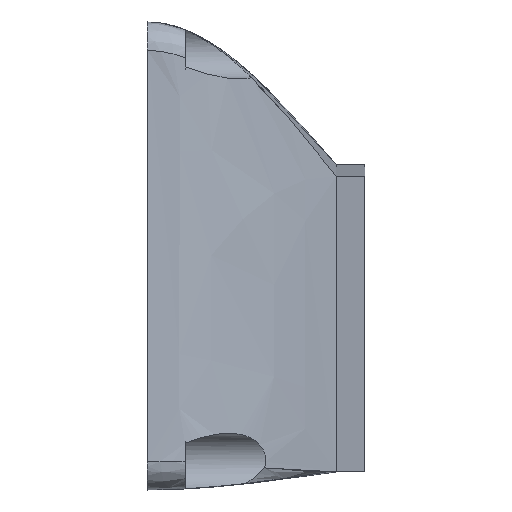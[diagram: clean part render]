
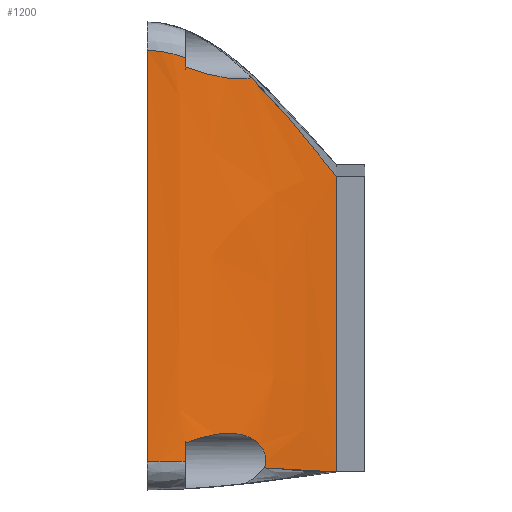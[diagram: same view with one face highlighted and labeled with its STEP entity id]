
A CAD part, left-side view. The second image highlights one B-rep face of the part: STEP entity #1200.
In plain terms, the highlighted free-form (B-spline) face has degree [3, 3] with [10, 4] control points.
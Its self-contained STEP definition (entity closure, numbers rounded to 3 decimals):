
#135=LINE('',#1899,#207);
#155=LINE('',#2006,#227);
#207=VECTOR('',#1390,1000.);
#227=VECTOR('',#1450,1000.);
#363=ORIENTED_EDGE('',*,*,#671,.F.);
#364=ORIENTED_EDGE('',*,*,#672,.T.);
#365=ORIENTED_EDGE('',*,*,#673,.F.);
#366=ORIENTED_EDGE('',*,*,#674,.T.);
#367=ORIENTED_EDGE('',*,*,#675,.F.);
#368=ORIENTED_EDGE('',*,*,#676,.F.);
#369=ORIENTED_EDGE('',*,*,#593,.F.);
#370=ORIENTED_EDGE('',*,*,#645,.F.);
#371=ORIENTED_EDGE('',*,*,#677,.T.);
#372=ORIENTED_EDGE('',*,*,#678,.F.);
#593=EDGE_CURVE('',#765,#763,#882,.T.);
#645=EDGE_CURVE('',#808,#765,#135,.T.);
#671=EDGE_CURVE('',#824,#825,#896,.T.);
#672=EDGE_CURVE('',#824,#826,#897,.T.);
#673=EDGE_CURVE('',#827,#826,#155,.T.);
#674=EDGE_CURVE('',#827,#828,#898,.T.);
#675=EDGE_CURVE('',#829,#828,#899,.T.);
#676=EDGE_CURVE('',#763,#829,#900,.T.);
#677=EDGE_CURVE('',#808,#830,#901,.T.);
#678=EDGE_CURVE('',#825,#830,#902,.T.);
#763=VERTEX_POINT('',#1585);
#765=VERTEX_POINT('',#1592);
#808=VERTEX_POINT('',#1896);
#824=VERTEX_POINT('',#1998);
#825=VERTEX_POINT('',#1999);
#826=VERTEX_POINT('',#2005);
#827=VERTEX_POINT('',#2007);
#828=VERTEX_POINT('',#2012);
#829=VERTEX_POINT('',#2017);
#830=VERTEX_POINT('',#2031);
#882=B_SPLINE_CURVE_WITH_KNOTS('',3,(#1593,#1594,#1595,#1596),
 .UNSPECIFIED.,.F.,.F.,(4,4),(0.,1.),.PIECEWISE_BEZIER_KNOTS.);
#896=B_SPLINE_CURVE_WITH_KNOTS('',3,(#1994,#1995,#1996,#1997),
 .UNSPECIFIED.,.F.,.F.,(4,4),(0.003,0.004),
 .UNSPECIFIED.);
#897=B_SPLINE_CURVE_WITH_KNOTS('',3,(#2000,#2001,#2002,#2003,#2004),
 .UNSPECIFIED.,.F.,.F.,(4,1,4),(0.,0.002,
0.004),.UNSPECIFIED.);
#898=B_SPLINE_CURVE_WITH_KNOTS('',3,(#2008,#2009,#2010,#2011),
 .UNSPECIFIED.,.F.,.F.,(4,4),(0.,0.004),
 .UNSPECIFIED.);
#899=B_SPLINE_CURVE_WITH_KNOTS('',3,(#2013,#2014,#2015,#2016),
 .UNSPECIFIED.,.F.,.F.,(4,4),(0.001,0.003),
 .UNSPECIFIED.);
#900=B_SPLINE_CURVE_WITH_KNOTS('',3,(#2018,#2019,#2020,#2021,#2022,#2023,
#2024,#2025,#2026),.UNSPECIFIED.,.F.,.F.,(4,1,1,1,1,1,4),(0.,0.002,
0.003,0.005,0.006,0.009,
0.012),.UNSPECIFIED.);
#901=B_SPLINE_CURVE_WITH_KNOTS('',3,(#2027,#2028,#2029,#2030),
 .UNSPECIFIED.,.F.,.F.,(4,4),(0.,1.),.PIECEWISE_BEZIER_KNOTS.);
#902=B_SPLINE_CURVE_WITH_KNOTS('',3,(#2032,#2033,#2034,#2035,#2036),
 .UNSPECIFIED.,.F.,.F.,(4,1,4),(0.,0.004,
0.008),.UNSPECIFIED.);
#983=EDGE_LOOP('',(#363,#364,#365,#366,#367,#368,#369,#370,#371,#372));
#1087=FACE_BOUND('',#983,.T.);
#1159=B_SPLINE_SURFACE_WITH_KNOTS('',3,3,((#1954,#1955,#1956,#1957),(#1958,
#1959,#1960,#1961),(#1962,#1963,#1964,#1965),(#1966,#1967,#1968,#1969),
(#1970,#1971,#1972,#1973),(#1974,#1975,#1976,#1977),(#1978,#1979,#1980,
#1981),(#1982,#1983,#1984,#1985),(#1986,#1987,#1988,#1989),(#1990,#1991,
#1992,#1993)),.UNSPECIFIED.,.F.,.F.,.F.,(4,2,2,2,4),(4,4),(0.,0.25,0.5,
0.75,1.),(0.,1.),.UNSPECIFIED.);
#1200=ADVANCED_FACE('',(#1087),#1159,.T.);
#1390=DIRECTION('',(0.087,0.,-0.996));
#1450=DIRECTION('',(0.,0.,1.));
#1585=CARTESIAN_POINT('',(-32.074,7.588,-6.162));
#1592=CARTESIAN_POINT('',(-24.95,0.,-6.589));
#1593=CARTESIAN_POINT('',(-24.95,0.,-6.589));
#1594=CARTESIAN_POINT('',(-31.475,6.602,-6.198));
#1595=CARTESIAN_POINT('',(-38.,13.204,-5.807));
#1596=CARTESIAN_POINT('',(-38.,20.,-5.807));
#1896=CARTESIAN_POINT('',(-27.69,0.,24.692));
#1899=CARTESIAN_POINT('',(-27.69,0.,24.692));
#1954=CARTESIAN_POINT('',(-24.95,0.,-6.589));
#1955=CARTESIAN_POINT('',(-31.475,6.602,-6.198));
#1956=CARTESIAN_POINT('',(-38.,13.204,-5.807));
#1957=CARTESIAN_POINT('',(-38.,20.,-5.807));
#1958=CARTESIAN_POINT('',(-25.178,0.,-3.982));
#1959=CARTESIAN_POINT('',(-31.589,6.602,-2.944));
#1960=CARTESIAN_POINT('',(-38.,13.203,-1.906));
#1961=CARTESIAN_POINT('',(-38.,20.,-1.906));
#1962=CARTESIAN_POINT('',(-25.407,0.,-1.376));
#1963=CARTESIAN_POINT('',(-31.703,6.597,0.309));
#1964=CARTESIAN_POINT('',(-38.,13.193,1.994));
#1965=CARTESIAN_POINT('',(-38.,20.,1.994));
#1966=CARTESIAN_POINT('',(-25.863,0.,3.838));
#1967=CARTESIAN_POINT('',(-31.932,6.585,6.817));
#1968=CARTESIAN_POINT('',(-38.,13.17,9.795));
#1969=CARTESIAN_POINT('',(-38.,20.,9.795));
#1970=CARTESIAN_POINT('',(-26.092,0.,6.445));
#1971=CARTESIAN_POINT('',(-32.046,6.577,10.07));
#1972=CARTESIAN_POINT('',(-38.,13.155,13.696));
#1973=CARTESIAN_POINT('',(-38.,20.,13.696));
#1974=CARTESIAN_POINT('',(-26.548,0.,11.658));
#1975=CARTESIAN_POINT('',(-32.274,6.561,16.578));
#1976=CARTESIAN_POINT('',(-38.,13.122,21.497));
#1977=CARTESIAN_POINT('',(-38.,20.,21.497));
#1978=CARTESIAN_POINT('',(-26.777,0.,14.265));
#1979=CARTESIAN_POINT('',(-32.388,6.552,19.831));
#1980=CARTESIAN_POINT('',(-38.,13.105,25.398));
#1981=CARTESIAN_POINT('',(-38.,20.,25.398));
#1982=CARTESIAN_POINT('',(-27.233,0.,19.478));
#1983=CARTESIAN_POINT('',(-32.617,6.54,26.339));
#1984=CARTESIAN_POINT('',(-38.,13.079,33.199));
#1985=CARTESIAN_POINT('',(-38.,20.,33.199));
#1986=CARTESIAN_POINT('',(-27.462,0.,22.085));
#1987=CARTESIAN_POINT('',(-32.731,6.537,29.592));
#1988=CARTESIAN_POINT('',(-38.,13.073,37.099));
#1989=CARTESIAN_POINT('',(-38.,20.,37.099));
#1990=CARTESIAN_POINT('',(-27.69,0.,24.692));
#1991=CARTESIAN_POINT('',(-32.845,6.537,32.846));
#1992=CARTESIAN_POINT('',(-38.,13.074,41.));
#1993=CARTESIAN_POINT('',(-38.,20.,41.));
#1994=CARTESIAN_POINT('',(-37.444,16.,37.2));
#1995=CARTESIAN_POINT('',(-37.443,16.,36.885));
#1996=CARTESIAN_POINT('',(-37.441,16.,36.57));
#1997=CARTESIAN_POINT('',(-37.44,16.,36.255));
#1998=CARTESIAN_POINT('',(-37.444,16.,37.2));
#1999=CARTESIAN_POINT('',(-37.44,16.,36.255));
#2000=CARTESIAN_POINT('',(-37.444,16.,37.2));
#2001=CARTESIAN_POINT('',(-37.614,16.627,37.445));
#2002=CARTESIAN_POINT('',(-37.891,17.914,37.844));
#2003=CARTESIAN_POINT('',(-38.,19.311,38.));
#2004=CARTESIAN_POINT('',(-38.,20.,38.));
#2005=CARTESIAN_POINT('',(-38.,20.,38.));
#2006=CARTESIAN_POINT('',(-38.,20.,-8.5));
#2007=CARTESIAN_POINT('',(-38.,20.,-5.5));
#2008=CARTESIAN_POINT('',(-38.,20.,-5.5));
#2009=CARTESIAN_POINT('',(-38.,18.645,-5.5));
#2010=CARTESIAN_POINT('',(-37.734,17.291,-5.479));
#2011=CARTESIAN_POINT('',(-37.29,16.,-5.435));
#2012=CARTESIAN_POINT('',(-37.29,16.,-5.435));
#2013=CARTESIAN_POINT('',(-37.296,16.,-3.569));
#2014=CARTESIAN_POINT('',(-37.294,16.,-4.191));
#2015=CARTESIAN_POINT('',(-37.292,16.,-4.813));
#2016=CARTESIAN_POINT('',(-37.29,16.,-5.435));
#2017=CARTESIAN_POINT('',(-37.296,16.,-3.569));
#2018=CARTESIAN_POINT('',(-32.074,7.588,-6.162));
#2019=CARTESIAN_POINT('',(-31.963,7.438,-5.673));
#2020=CARTESIAN_POINT('',(-32.013,7.452,-4.562));
#2021=CARTESIAN_POINT('',(-32.755,8.31,-3.393));
#2022=CARTESIAN_POINT('',(-33.639,9.432,-2.767));
#2023=CARTESIAN_POINT('',(-34.827,11.08,-2.404));
#2024=CARTESIAN_POINT('',(-36.182,13.277,-2.605));
#2025=CARTESIAN_POINT('',(-36.986,15.087,-3.201));
#2026=CARTESIAN_POINT('',(-37.296,16.,-3.569));
#2027=CARTESIAN_POINT('',(-27.69,0.,24.692));
#2028=CARTESIAN_POINT('',(-32.845,6.537,32.846));
#2029=CARTESIAN_POINT('',(-38.,13.074,41.));
#2030=CARTESIAN_POINT('',(-38.,20.,41.));
#2031=CARTESIAN_POINT('',(-34.265,8.998,35.092));
#2032=CARTESIAN_POINT('',(-37.44,16.,36.255));
#2033=CARTESIAN_POINT('',(-37.114,14.804,35.799));
#2034=CARTESIAN_POINT('',(-36.216,12.47,35.072));
#2035=CARTESIAN_POINT('',(-34.932,10.13,34.923));
#2036=CARTESIAN_POINT('',(-34.265,8.998,35.092));
